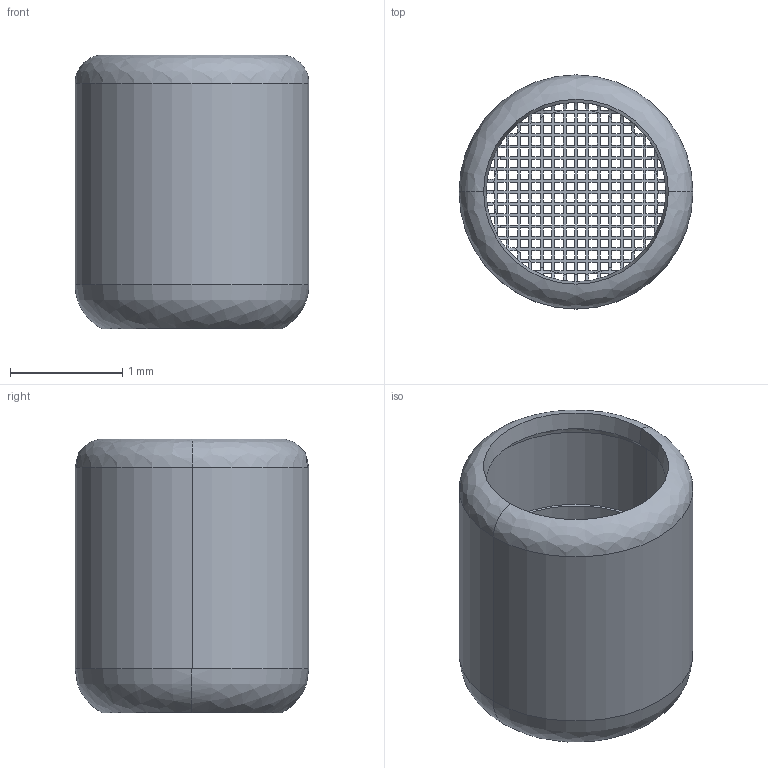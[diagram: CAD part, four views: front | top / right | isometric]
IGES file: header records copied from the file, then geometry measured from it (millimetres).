
Start section:  PTC IGES file: bf-30467-000_sw.igs
Global section: file name: bf-30467-000_sw.igs; native system: Creo Parametric by Parametric Technology Corporation; preprocessor: 2012480; author: ssun; organization: Unknown; date: 20150325.111548; units: inch
Bounding box: 2.08 x 2.08 x 2.44 mm (x, y, z)
Surface area: 46.7 mm2 (no closed solid volume)
Topology: 0 solids, 0 shells, 977 faces, 6416 edges, 6416 vertices
Faces by surface type: bspline 951, revolution 26
